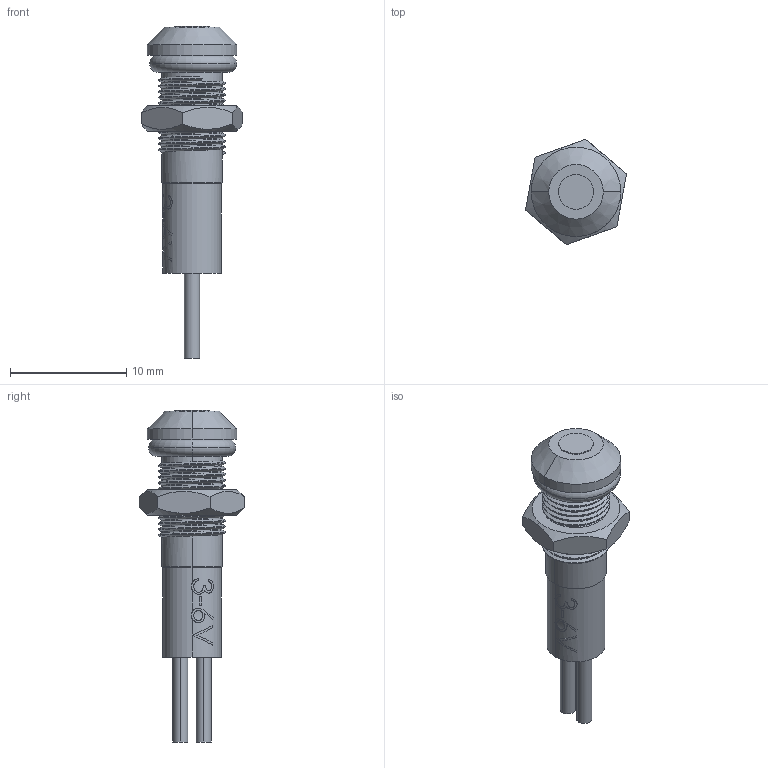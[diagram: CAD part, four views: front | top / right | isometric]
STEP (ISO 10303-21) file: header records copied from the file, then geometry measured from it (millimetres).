
FILE_DESCRIPTION (( 'STEP AP214' ), '1' );
FILE_NAME ('FXB6F-LED asm.STEP', '2023-04-13T21:56:17', ( '' ), ( '' ), 'SwSTEP 2.0', 'SolidWorks 2019', '' );
FILE_SCHEMA (( 'AUTOMOTIVE_DESIGN' ));
Length unit declared in the file: millimetre
Products named in the file (4): FXB6F-LED; FXB6F-LED asm; O Ring; Nut
Assembly tree (3 placements, depth 2):
  FXB6F-LED asm
    FXB6F-LED
    O Ring
    Nut
Bounding box: 8.7 x 9.09 x 28.6 mm (x, y, z)
Volume: 584.9 mm3; surface area: 977.8 mm2
Topology: 3 solids, 3 shells, 133 faces, 349 edges, 229 vertices
Faces by surface type: cylinder 56, bspline 36, plane 31, cone 6, torus 4
Entity records: 9476 total; most frequent: CARTESIAN_POINT 5861, ORIENTED_EDGE 698, DIRECTION 406, EDGE_CURVE 349, VERTEX_POINT 229, AXIS2_PLACEMENT_3D 157, EDGE_LOOP 144, ADVANCED_FACE 133
